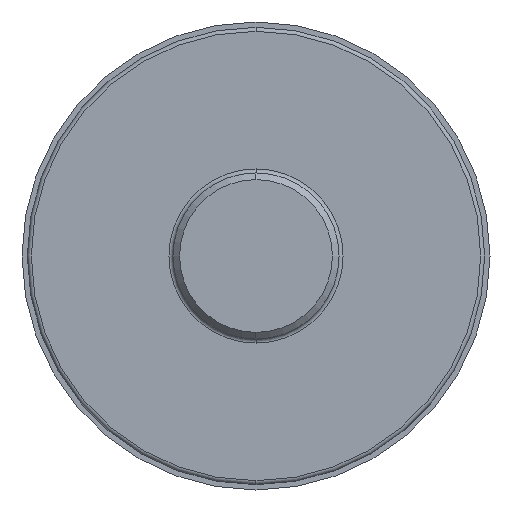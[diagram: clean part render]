
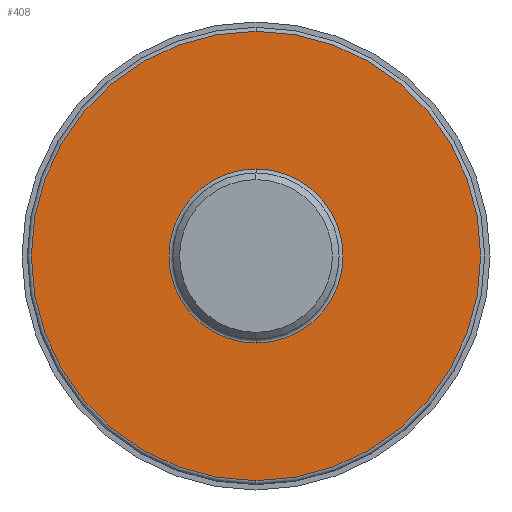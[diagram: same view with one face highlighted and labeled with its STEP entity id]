
A CAD part, left-side view. The second image highlights one B-rep face of the part: STEP entity #408.
In plain terms, the highlighted planar face has unit normal (-1, 0, 0).
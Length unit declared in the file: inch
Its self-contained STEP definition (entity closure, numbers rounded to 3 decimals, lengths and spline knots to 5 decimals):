
#23 = VERTEX_POINT ( 'NONE', #348 ) ;
#91 = EDGE_LOOP ( 'NONE', ( #244, #157 ) ) ;
#109 = CIRCLE ( 'NONE', #407, 0.65485 ) ;
#156 = DIRECTION ( 'NONE',  ( -1., 0., 0. ) ) ;
#157 = ORIENTED_EDGE ( 'NONE', *, *, #374, .F. ) ;
#164 = ORIENTED_EDGE ( 'NONE', *, *, #192, .T. ) ;
#192 = EDGE_CURVE ( 'NONE', #483, #463, #250, .T. ) ;
#196 = AXIS2_PLACEMENT_3D ( 'NONE', #642, #443, #222 ) ;
#213 = CARTESIAN_POINT ( 'NONE',  ( 2.25, 0., 0. ) ) ;
#222 = DIRECTION ( 'NONE',  ( 0., 0., 1. ) ) ;
#226 = CARTESIAN_POINT ( 'NONE',  ( 2.25, 0., -1.69 ) ) ;
#244 = ORIENTED_EDGE ( 'NONE', *, *, #272, .F. ) ;
#250 = CIRCLE ( 'NONE', #637, 1.69 ) ;
#258 = DIRECTION ( 'NONE',  ( -1., 0., 0. ) ) ;
#272 = EDGE_CURVE ( 'NONE', #591, #23, #499, .T. ) ;
#314 = CIRCLE ( 'NONE', #196, 1.69 ) ;
#345 = EDGE_CURVE ( 'NONE', #463, #483, #314, .T. ) ;
#348 = CARTESIAN_POINT ( 'NONE',  ( 2.25, 0., -0.65485 ) ) ;
#374 = EDGE_CURVE ( 'NONE', #23, #591, #109, .T. ) ;
#392 = DIRECTION ( 'NONE',  ( 0., 0., 1. ) ) ;
#395 = CARTESIAN_POINT ( 'NONE',  ( 2.25, 0., 1.69 ) ) ;
#407 = AXIS2_PLACEMENT_3D ( 'NONE', #213, #156, #392 ) ;
#408 = ADVANCED_FACE ( 'NONE', ( #585, #489 ), #630, .F. ) ;
#429 = CARTESIAN_POINT ( 'NONE',  ( 2.25, 0., 0. ) ) ;
#443 = DIRECTION ( 'NONE',  ( -1., 0., 0. ) ) ;
#463 = VERTEX_POINT ( 'NONE', #395 ) ;
#483 = VERTEX_POINT ( 'NONE', #226 ) ;
#485 = DIRECTION ( 'NONE',  ( 0., 0., 1. ) ) ;
#486 = DIRECTION ( 'NONE',  ( 1., 0., 0. ) ) ;
#489 = FACE_OUTER_BOUND ( 'NONE', #643, .T. ) ;
#491 = DIRECTION ( 'NONE',  ( 0., 0., 1. ) ) ;
#499 = CIRCLE ( 'NONE', #675, 0.65485 ) ;
#531 = CARTESIAN_POINT ( 'NONE',  ( 2.25, 0., 0. ) ) ;
#549 = ORIENTED_EDGE ( 'NONE', *, *, #345, .T. ) ;
#566 = AXIS2_PLACEMENT_3D ( 'NONE', #587, #486, #679 ) ;
#585 = FACE_BOUND ( 'NONE', #91, .T. ) ;
#587 = CARTESIAN_POINT ( 'NONE',  ( 2.25, 1.69, 0. ) ) ;
#589 = DIRECTION ( 'NONE',  ( -1., 0., 0. ) ) ;
#591 = VERTEX_POINT ( 'NONE', #648 ) ;
#630 = PLANE ( 'NONE',  #566 ) ;
#637 = AXIS2_PLACEMENT_3D ( 'NONE', #429, #589, #491 ) ;
#642 = CARTESIAN_POINT ( 'NONE',  ( 2.25, 0., 0. ) ) ;
#643 = EDGE_LOOP ( 'NONE', ( #549, #164 ) ) ;
#648 = CARTESIAN_POINT ( 'NONE',  ( 2.25, 0., 0.65485 ) ) ;
#675 = AXIS2_PLACEMENT_3D ( 'NONE', #531, #258, #485 ) ;
#679 = DIRECTION ( 'NONE',  ( 0., 0., -1. ) ) ;
